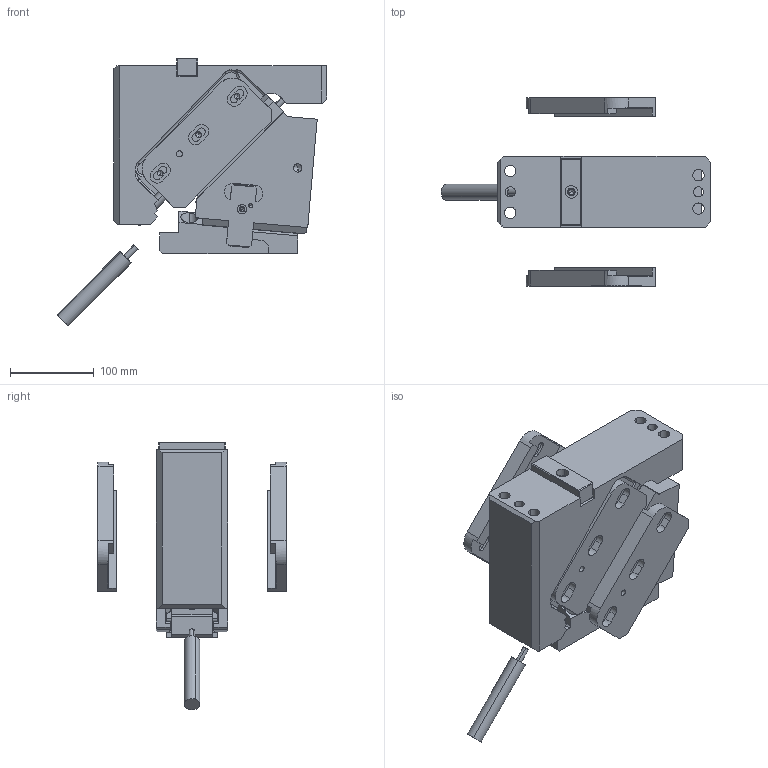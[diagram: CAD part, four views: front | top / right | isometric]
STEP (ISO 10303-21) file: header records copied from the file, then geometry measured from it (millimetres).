
FILE_DESCRIPTION(('CATIA V5 STEP Exchange','CAx-IF Rec.Pracs.--- Model Styling and Organization---1.4--- 2014-01-23'),'2;1');
FILE_NAME('KS_BS_OT_0085_05__IND_08__23416_28021__SCHIEBERADAPTER_PART__2015_06_05__SCHWER.stp','2017-10-27T05:29:02+00:00',('none'),('none'),'CATIA Version 5-6 Release 2016 SP3 HF35','CATIA V5 STEP AP203 WITH EXTENSIONS','none');
FILE_SCHEMA(('CONFIG_CONTROL_DESIGN','SHAPE_APPEARANCE_LAYER_MIM'));
Length unit declared in the file: millimetre
Products named in the file (1): KS_BS_OT_0085_05__IND_08__23416_28021__SCHIEBERADAPTER_PART__2015_06_05__SCHWER
Bounding box: 322.84 x 225 x 320.32 mm (x, y, z)
Volume: 3930216.2 mm3; surface area: 500401.5 mm2
Topology: 7 solids, 11 shells, 897 faces, 2338 edges, 1484 vertices
Faces by surface type: plane 447, cylinder 351, cone 64, torus 34, sphere 1
Entity records: 26167 total; most frequent: CARTESIAN_POINT 5802, ORIENTED_EDGE 4568, DIRECTION 3348, EDGE_CURVE 2284, VERTEX_POINT 1480, AXIS2_PLACEMENT_3D 1362, VECTOR 1354, LINE 1354
